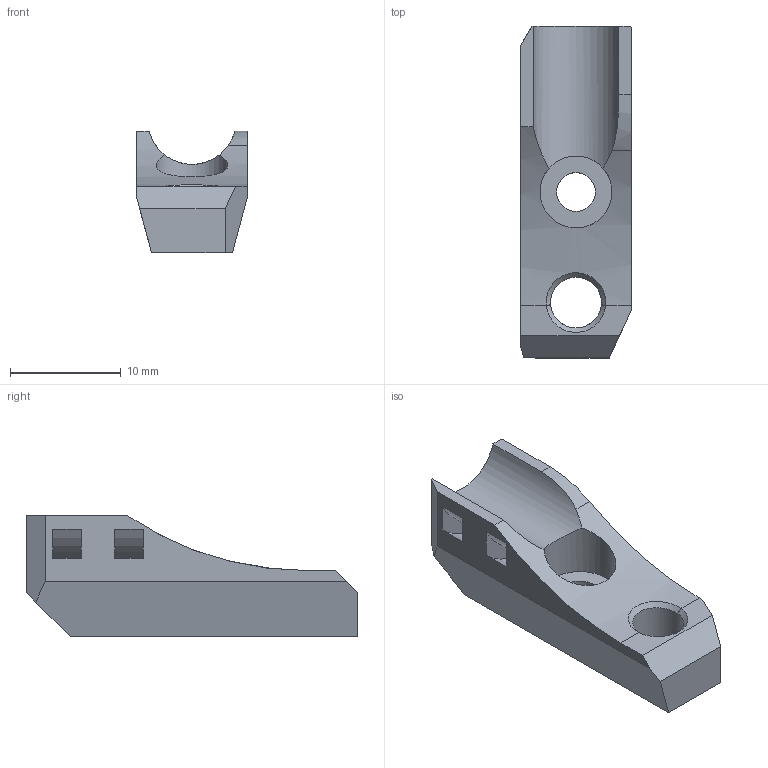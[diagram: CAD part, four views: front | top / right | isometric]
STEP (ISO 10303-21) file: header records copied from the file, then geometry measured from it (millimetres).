
FILE_DESCRIPTION(/* description */ (''),/* implementation_level */ '2;1');
FILE_NAME(/* name */ 'umbilical_strain_relief_by_nagelwerkstatt.step',/* time_stamp */ '2026-01-24T10:15:32-05:00',/* author */ (''),/* organization */ (''),/* preprocessor_version */ 'ST-DEVELOPER v20.1',/* originating_system */ 'Autodesk Translation Framework v14.24.0.0',/* authorisation */ '');
FILE_SCHEMA (('AUTOMOTIVE_DESIGN { 1 0 10303 214 3 1 1 }'));
Length unit declared in the file: millimetre
Products named in the file (1): SB Kabelhalter
Bounding box: 10 x 30 x 11 mm (x, y, z)
Volume: 1656 mm3; surface area: 1451.3 mm2
Topology: 1 solids, 1 shells, 36 faces, 101 edges, 66 vertices
Faces by surface type: plane 20, cylinder 10, cone 3, bspline 3
Full cylindrical faces by diameter (mm): 3.5 x1, 4.6 x1, 6.5 x1
Entity records: 1347 total; most frequent: CARTESIAN_POINT 377, ORIENTED_EDGE 202, DIRECTION 176, EDGE_CURVE 101, LINE 68, VECTOR 68, VERTEX_POINT 66, AXIS2_PLACEMENT_3D 54
